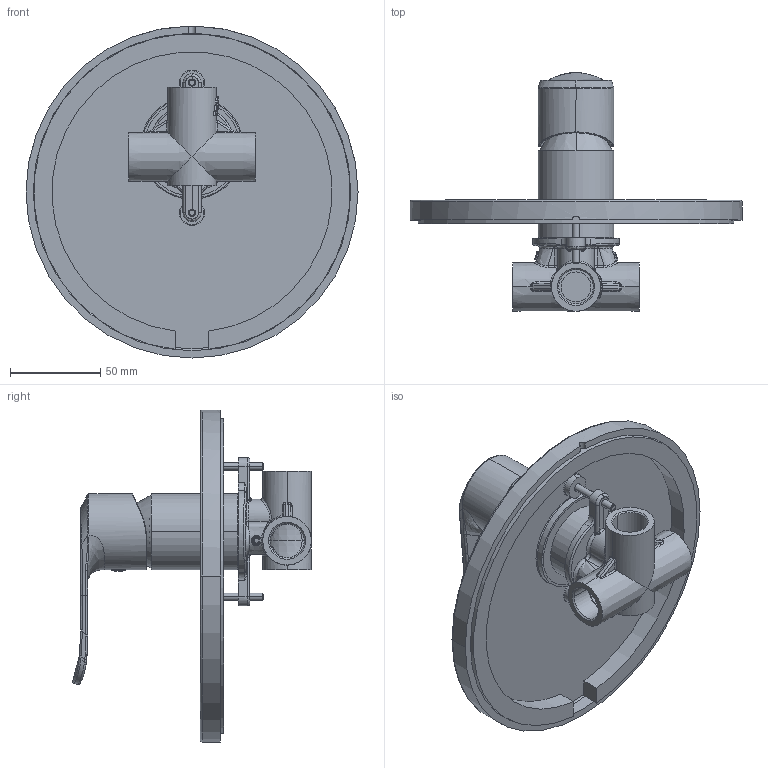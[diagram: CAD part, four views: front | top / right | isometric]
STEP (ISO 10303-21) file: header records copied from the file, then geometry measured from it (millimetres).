
FILE_DESCRIPTION((''),'2;1');
FILE_NAME('CF-0722_ASM','2018-08-15T',('10114256'),(''),'CREO PARAMETRIC BY PTC INC, 2014440','CREO PARAMETRIC BY PTC INC, 2014440','');
FILE_SCHEMA(('CONFIG_CONTROL_DESIGN'));
Products named in the file (19): INWALL_SHOWER; 605773; 158B950189_BODY; 158B950189_PIVOT; 158B950189_WASHER; 158B950189_ASM; 1580665099; HANDLE_DESIGN_02; 158A917376; 1580960444; NEO-MODERN_HANDLE_ASM_ASM; 1585432450-1; 1580781999-2; 1580806050_ASM; 1581839699; 607676; 1581190299; 1580727050_C1; CF-0722_ASM
Assembly tree (21 placements, depth 4):
  CF-0722_ASM
    INWALL_SHOWER
    605773
    NEO-MODERN_HANDLE_ASM_ASM
      158B950189_ASM
        158B950189_BODY
        158B950189_PIVOT
        158B950189_WASHER  x2
      1580665099
      HANDLE_DESIGN_02
      158A917376
      1580960444
    1580806050_ASM
      1585432450-1
      1580781999-2
    1581839699  x2
    607676  x2
    1581190299
    1580727050_C1
Bounding box: 183.6 x 132.13 x 183.6 mm (x, y, z)
Volume: 279005.3 mm3; surface area: 163149.3 mm2
Topology: 19 solids, 19 shells, 1250 faces, 2877 edges, 1695 vertices
Faces by surface type: bspline 345, cylinder 329, plane 320, torus 119, cone 78, sphere 42, extrusion 17
Entity records: 51016 total; most frequent: CARTESIAN_POINT 26326, ORIENTED_EDGE 5358, DIRECTION 4703, EDGE_CURVE 2679, AXIS2_PLACEMENT_3D 1903, VERTEX_POINT 1577, EDGE_LOOP 1246, FACE_OUTER_BOUND 1172
